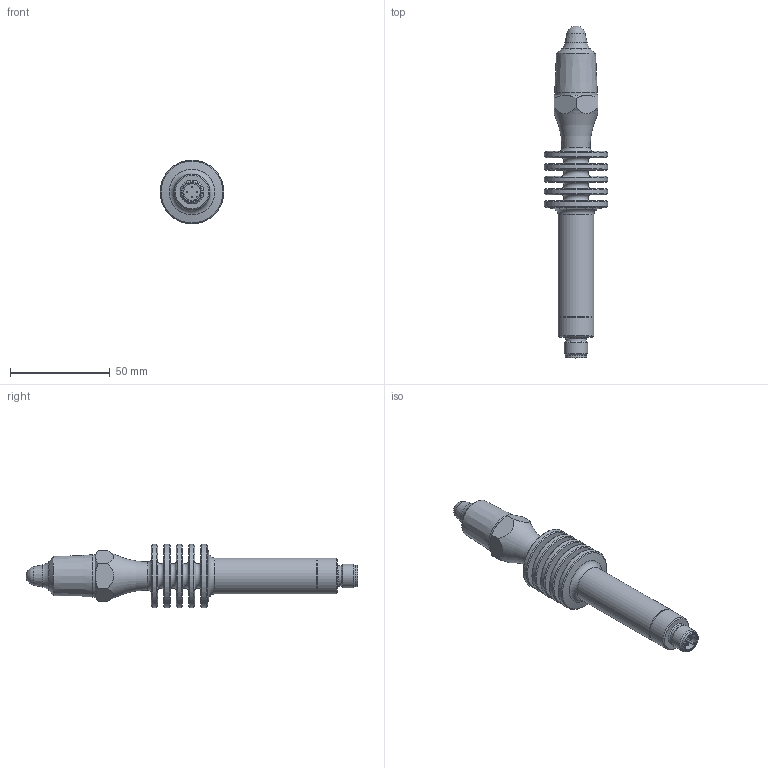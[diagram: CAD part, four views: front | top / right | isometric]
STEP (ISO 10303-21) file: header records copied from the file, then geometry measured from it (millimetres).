
FILE_DESCRIPTION( ( 'Unknown' ), '1' );
FILE_NAME( 'LBFS-x3Pxxx.step', 'Unknown', ( 'Unknown' ), ( 'Unknown' ), 'PSStep 15.0.49', 'Unknown', ' ' );
FILE_SCHEMA( ( 'AUTOMOTIVE_DESIGN { 1 0 10303 214 1 1 1 1 }' ) );
Length unit declared in the file: millimetre
Products named in the file (1): 11108671
Bounding box: 32 x 166.21 x 32 mm (x, y, z)
Volume: 47710.7 mm3; surface area: 16949 mm2
Topology: 1 solids, 1 shells, 129 faces, 308 edges, 200 vertices
Faces by surface type: plane 62, cylinder 33, cone 23, torus 10, sphere 1
Full cylindrical faces by diameter (mm): 9.4 x1, 9.6 x1, 10.4 x1, 10.6 x1, 12 x1, 14.549 x1, 18 x2, 19.603 x1, 21.336 x1, 32 x5
Entity records: 4592 total; most frequent: CARTESIAN_POINT 889, DIRECTION 538, ORIENTED_EDGE 476, EDGE_CURVE 238, AXIS2_PLACEMENT_3D 214, EDGE_LOOP 197, VERTEX_POINT 181, FACE_OUTER_BOUND 154
